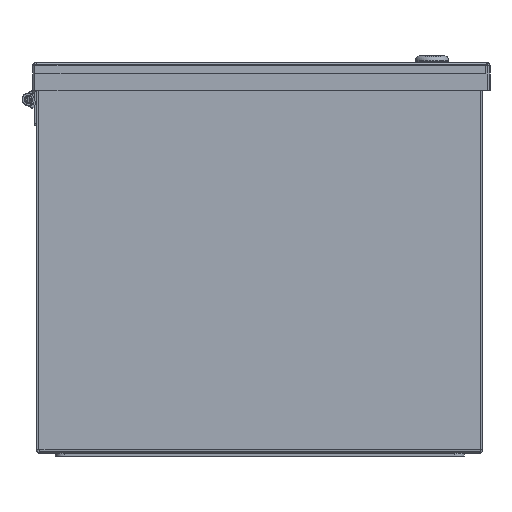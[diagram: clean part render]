
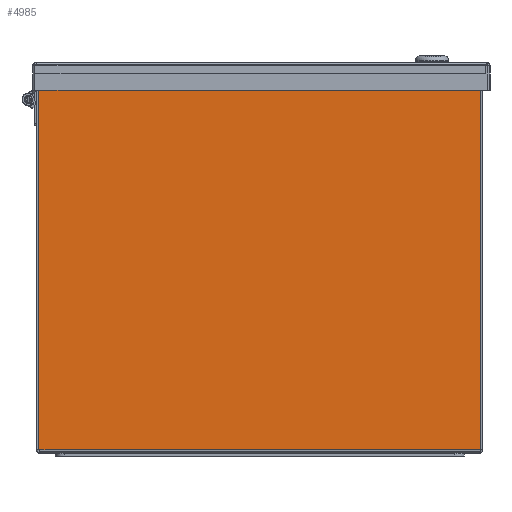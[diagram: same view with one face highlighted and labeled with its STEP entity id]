
A CAD part, front view. The second image highlights one B-rep face of the part: STEP entity #4985.
In plain terms, the highlighted planar face has unit normal (0, -1, 0).
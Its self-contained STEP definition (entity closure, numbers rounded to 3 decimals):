
#4985 = ADVANCED_FACE( '', ( #10702 ), #10703, .F. );
#10702 = FACE_OUTER_BOUND( '', #31862, .T. );
#10703 = PLANE( '', #31863 );
#31862 = EDGE_LOOP( '', ( #60092, #60093, #60094, #60095, #60096, #60097 ) );
#31863 = AXIS2_PLACEMENT_3D( '', #60098, #60099, #60100 );
#60092 = ORIENTED_EDGE( '', *, *, #74978, .T. );
#60093 = ORIENTED_EDGE( '', *, *, #70664, .F. );
#60094 = ORIENTED_EDGE( '', *, *, #72631, .T. );
#60095 = ORIENTED_EDGE( '', *, *, #74979, .T. );
#60096 = ORIENTED_EDGE( '', *, *, #71000, .T. );
#60097 = ORIENTED_EDGE( '', *, *, #74980, .T. );
#60098 = CARTESIAN_POINT( '', ( -1053.948, -254., 0. ) );
#60099 = DIRECTION( '', ( 0., 1., 0. ) );
#60100 = DIRECTION( '', ( 0., 0., 1. ) );
#70664 = EDGE_CURVE( '', #77931, #77933, #77934, .T. );
#71000 = EDGE_CURVE( '', #78516, #78513, #78517, .T. );
#72631 = EDGE_CURVE( '', #77931, #81255, #81256, .T. );
#74978 = EDGE_CURVE( '', #84702, #77933, #84703, .T. );
#74979 = EDGE_CURVE( '', #81255, #78516, #84704, .F. );
#74980 = EDGE_CURVE( '', #78513, #84702, #84705, .T. );
#77931 = VERTEX_POINT( '', #89388 );
#77933 = VERTEX_POINT( '', #89399 );
#77934 = LINE( '', #89400, #89401 );
#78513 = VERTEX_POINT( '', #90946 );
#78516 = VERTEX_POINT( '', #90958 );
#78517 = LINE( '', #90959, #90960 );
#81255 = VERTEX_POINT( '', #97634 );
#81256 = LINE( '', #97635, #97636 );
#84702 = VERTEX_POINT( '', #106630 );
#84703 = LINE( '', #106631, #106632 );
#84704 = LINE( '', #106633, #106634 );
#84705 = LINE( '', #106635, #106636 );
#89388 = CARTESIAN_POINT( '', ( -150.863, -254., 251.663 ) );
#89399 = CARTESIAN_POINT( '', ( 150.863, -254., 251.663 ) );
#89400 = CARTESIAN_POINT( '', ( -1053.948, -254., 251.663 ) );
#89401 = VECTOR( '', #113207, 1000. );
#90946 = CARTESIAN_POINT( '', ( 150.873, -254., 2.337 ) );
#90958 = CARTESIAN_POINT( '', ( -150.873, -254., 2.337 ) );
#90959 = CARTESIAN_POINT( '', ( -1053.948, -254., 2.337 ) );
#90960 = VECTOR( '', #113453, 1000. );
#97634 = CARTESIAN_POINT( '', ( -150.873, -254., 251.653 ) );
#97635 = CARTESIAN_POINT( '', ( -141.017, -254., 261.509 ) );
#97636 = VECTOR( '', #114659, 1000. );
#106630 = CARTESIAN_POINT( '', ( 150.873, -254., 251.653 ) );
#106631 = CARTESIAN_POINT( '', ( 151.408, -254., 251.118 ) );
#106632 = VECTOR( '', #116284, 1000. );
#106633 = CARTESIAN_POINT( '', ( -150.873, -254., 0. ) );
#106634 = VECTOR( '', #116285, 1000. );
#106635 = CARTESIAN_POINT( '', ( 150.873, -254., 0. ) );
#106636 = VECTOR( '', #116286, 1000. );
#113207 = DIRECTION( '', ( 1., 0., 0. ) );
#113453 = DIRECTION( '', ( 1., 0., 0. ) );
#114659 = DIRECTION( '', ( -0.707, 0., -0.707 ) );
#116284 = DIRECTION( '', ( -0.707, 0., 0.707 ) );
#116285 = DIRECTION( '', ( 0., 0., 1. ) );
#116286 = DIRECTION( '', ( 0., 0., 1. ) );
